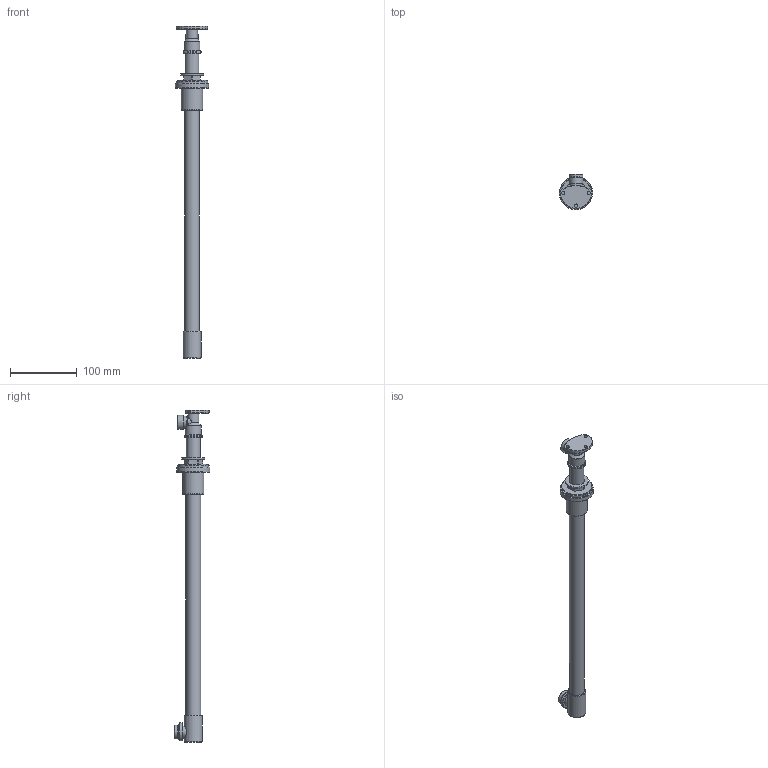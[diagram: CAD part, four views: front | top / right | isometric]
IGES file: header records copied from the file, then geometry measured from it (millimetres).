
Global section: file name: No Iges File Name specified; native system: Autodesk Inventor 2012; preprocessor: AutoDesk Inventor Iges Exporter R2012; author: sbajwa; date: 20130708.083623; units: millimetre
Bounding box: 50 x 53.85 x 498 mm (x, y, z)
Volume: 130315 mm3; surface area: 93627.3 mm2
Topology: 10 solids, 10 shells, 163 faces, 331 edges, 199 vertices
Faces by surface type: revolution 46, plane 43, cylinder 31, torus 18, bspline 12, cone 9, sphere 4
Full cylindrical faces by diameter (mm): 16.7 x1, 17.5 x1, 18 x1, 18.3 x1, 18.5 x1, 20.955 x3, 22 x1, 22.14 x1, 24 x1, 27 x3, 32 x1, 34.5 x1, 45 x1, 47.5 x1, 50 x1
